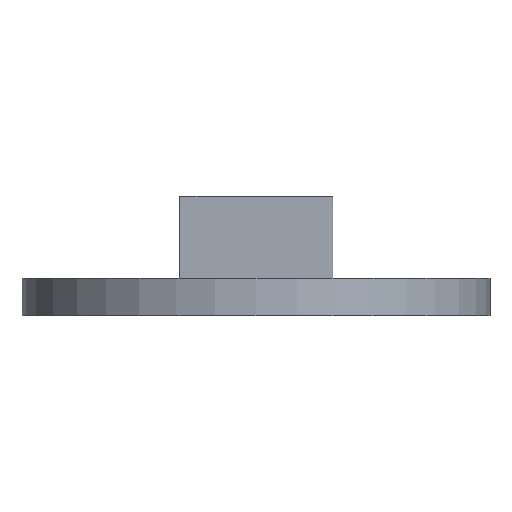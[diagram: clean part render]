
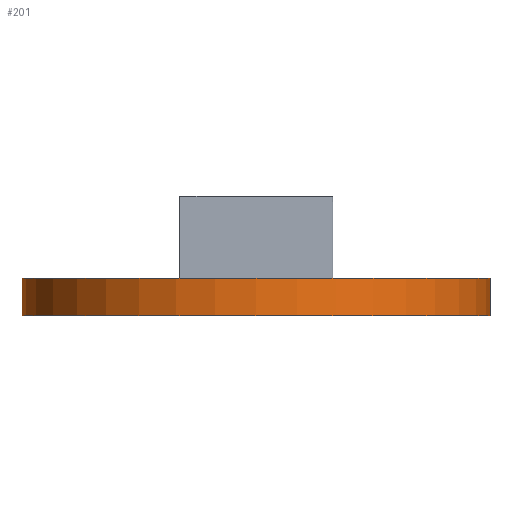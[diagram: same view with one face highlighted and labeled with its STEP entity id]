
A CAD part, front view. The second image highlights one B-rep face of the part: STEP entity #201.
In plain terms, the highlighted cylindrical face has radius 125 mm (diameter 250 mm), a full revolution.
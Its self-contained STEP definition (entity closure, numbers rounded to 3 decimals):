
#17=LINE('',#485,#39);
#39=VECTOR('',#245,125.);
#61=CYLINDRICAL_SURFACE('',#227,125.);
#67=FACE_OUTER_BOUND('',#79,.T.);
#79=EDGE_LOOP('',(#141,#142,#143,#144));
#91=CIRCLE('',#226,125.);
#92=CIRCLE('',#228,125.);
#93=VERTEX_POINT('',#287);
#95=VERTEX_POINT('',#484);
#113=EDGE_CURVE('',#93,#93,#91,.T.);
#115=EDGE_CURVE('',#93,#95,#17,.T.);
#116=EDGE_CURVE('',#95,#95,#92,.T.);
#141=ORIENTED_EDGE('',*,*,#113,.F.);
#142=ORIENTED_EDGE('',*,*,#115,.T.);
#143=ORIENTED_EDGE('',*,*,#116,.F.);
#144=ORIENTED_EDGE('',*,*,#115,.F.);
#201=ADVANCED_FACE('',(#67),#61,.T.);
#226=AXIS2_PLACEMENT_3D('',#288,#241,#242);
#227=AXIS2_PLACEMENT_3D('',#483,#243,#244);
#228=AXIS2_PLACEMENT_3D('',#486,#246,#247);
#241=DIRECTION('center_axis',(0.,0.,1.));
#242=DIRECTION('ref_axis',(1.,0.,0.));
#243=DIRECTION('center_axis',(0.,0.,1.));
#244=DIRECTION('ref_axis',(1.,0.,0.));
#245=DIRECTION('',(0.,0.,-1.));
#246=DIRECTION('center_axis',(0.,0.,-1.));
#247=DIRECTION('ref_axis',(1.,0.,0.));
#287=CARTESIAN_POINT('',(-125.,0.,20.));
#288=CARTESIAN_POINT('Origin',(0.,0.,20.));
#483=CARTESIAN_POINT('Origin',(0.,0.,0.));
#484=CARTESIAN_POINT('',(-125.,0.,0.));
#485=CARTESIAN_POINT('',(-125.,0.,0.));
#486=CARTESIAN_POINT('Origin',(0.,0.,0.));
